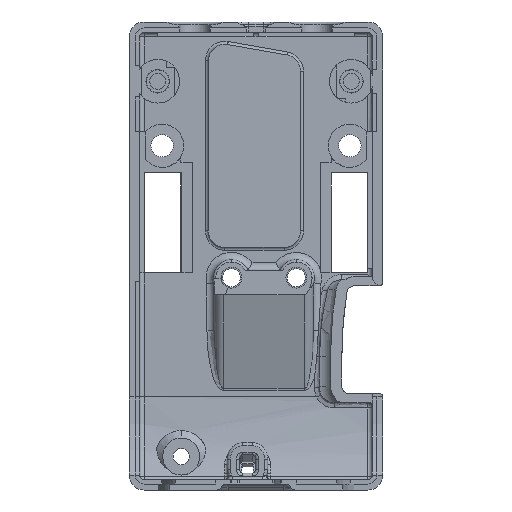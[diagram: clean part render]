
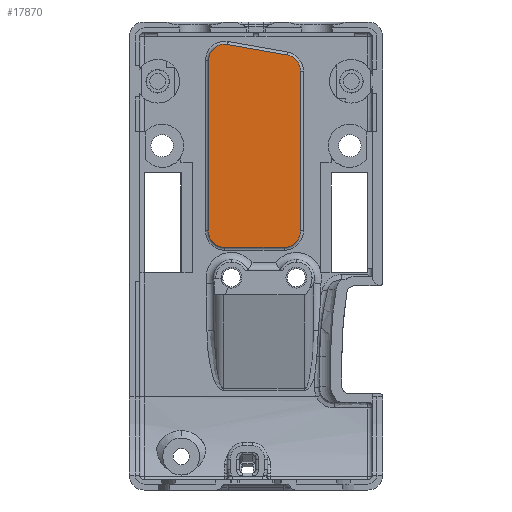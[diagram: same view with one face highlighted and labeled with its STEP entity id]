
A CAD part, front view. The second image highlights one B-rep face of the part: STEP entity #17870.
In plain terms, the highlighted planar face has unit normal (0, -1, 0).
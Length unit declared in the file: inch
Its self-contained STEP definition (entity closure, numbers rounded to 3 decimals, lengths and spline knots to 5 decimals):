
#1056 = EDGE_CURVE ( 'NONE', #7780, #5187, #20979, .T. ) ;
#1387 = PLANE ( 'NONE',  #8389 ) ;
#1565 = DIRECTION ( 'NONE',  ( 1., 0., 0. ) ) ;
#1633 = ORIENTED_EDGE ( 'NONE', *, *, #10437, .T. ) ;
#1690 = ORIENTED_EDGE ( 'NONE', *, *, #4891, .T. ) ;
#1979 = DIRECTION ( 'NONE',  ( 0., 0., -1. ) ) ;
#2038 = DIRECTION ( 'NONE',  ( -0.985, 0., 0.174 ) ) ;
#2142 = ORIENTED_EDGE ( 'NONE', *, *, #20111, .T. ) ;
#2586 = EDGE_CURVE ( 'NONE', #3896, #7626, #6003, .T. ) ;
#3441 = CARTESIAN_POINT ( 'NONE',  ( -0.20958, 0.28764, 2.75654 ) ) ;
#3896 = VERTEX_POINT ( 'NONE', #21686 ) ;
#4133 = CARTESIAN_POINT ( 'NONE',  ( 0.00499, 0.28764, 2.83041 ) ) ;
#4293 = DIRECTION ( 'NONE',  ( 0., -1., 0. ) ) ;
#4407 = AXIS2_PLACEMENT_3D ( 'NONE', #21523, #18230, #1979 ) ;
#4891 = EDGE_CURVE ( 'NONE', #5187, #12127, #6762, .T. ) ;
#4930 = AXIS2_PLACEMENT_3D ( 'NONE', #9756, #4293, #11382 ) ;
#4934 = CARTESIAN_POINT ( 'NONE',  ( 0.18874, 0.28764, 1.61353 ) ) ;
#5187 = VERTEX_POINT ( 'NONE', #14462 ) ;
#5353 = CARTESIAN_POINT ( 'NONE',  ( 0.29874, 0.28764, 1.61353 ) ) ;
#5866 = CIRCLE ( 'NONE', #4407, 0.11 ) ;
#5876 = LINE ( 'NONE', #4133, #15141 ) ;
#6003 = LINE ( 'NONE', #13130, #9559 ) ;
#6084 = ORIENTED_EDGE ( 'NONE', *, *, #17181, .T. ) ;
#6394 = FACE_OUTER_BOUND ( 'NONE', #18371, .T. ) ;
#6549 = VECTOR ( 'NONE', #1565, 39.37008 ) ;
#6663 = DIRECTION ( 'NONE',  ( 0., 0., -1. ) ) ;
#6762 = CIRCLE ( 'NONE', #10075, 0.11 ) ;
#7346 = AXIS2_PLACEMENT_3D ( 'NONE', #17881, #12361, #21173 ) ;
#7626 = VERTEX_POINT ( 'NONE', #17179 ) ;
#7780 = VERTEX_POINT ( 'NONE', #21400 ) ;
#8362 = CARTESIAN_POINT ( 'NONE',  ( -0.20958, 0.28764, 2.75654 ) ) ;
#8389 = AXIS2_PLACEMENT_3D ( 'NONE', #8362, #15502, #22672 ) ;
#8421 = DIRECTION ( 'NONE',  ( 0., -1., 0. ) ) ;
#8668 = DIRECTION ( 'NONE',  ( 0., -1., 0. ) ) ;
#8684 = CARTESIAN_POINT ( 'NONE',  ( 0.29874, 0.28764, 2.68631 ) ) ;
#8958 = DIRECTION ( 'NONE',  ( 0., 0., 1. ) ) ;
#9559 = VECTOR ( 'NONE', #20268, 39.37008 ) ;
#9756 = CARTESIAN_POINT ( 'NONE',  ( -0.20958, 0.28764, 2.75654 ) ) ;
#10075 = AXIS2_PLACEMENT_3D ( 'NONE', #4934, #8421, #6663 ) ;
#10437 = EDGE_CURVE ( 'NONE', #17595, #16942, #16855, .T. ) ;
#10774 = CARTESIAN_POINT ( 'NONE',  ( 0.20784, 0.28764, 2.79464 ) ) ;
#11382 = DIRECTION ( 'NONE',  ( 0., 0., -1. ) ) ;
#12127 = VERTEX_POINT ( 'NONE', #21590 ) ;
#12137 = VECTOR ( 'NONE', #8958, 39.37008 ) ;
#12361 = DIRECTION ( 'NONE',  ( 0., -1., 0. ) ) ;
#13130 = CARTESIAN_POINT ( 'NONE',  ( -0.31958, 0.28764, 1.61353 ) ) ;
#13414 = ORIENTED_EDGE ( 'NONE', *, *, #2586, .T. ) ;
#13967 = CARTESIAN_POINT ( 'NONE',  ( -0.20958, 0.28764, 2.86654 ) ) ;
#14462 = CARTESIAN_POINT ( 'NONE',  ( 0.18874, 0.28764, 1.50353 ) ) ;
#15039 = CARTESIAN_POINT ( 'NONE',  ( -0.19048, 0.28764, 2.86487 ) ) ;
#15102 = AXIS2_PLACEMENT_3D ( 'NONE', #3441, #8668, #23082 ) ;
#15141 = VECTOR ( 'NONE', #2038, 39.37008 ) ;
#15238 = ORIENTED_EDGE ( 'NONE', *, *, #20165, .T. ) ;
#15502 = DIRECTION ( 'NONE',  ( 0., -1., 0. ) ) ;
#16013 = ORIENTED_EDGE ( 'NONE', *, *, #1056, .T. ) ;
#16762 = EDGE_CURVE ( 'NONE', #12127, #19475, #23024, .T. ) ;
#16855 = CIRCLE ( 'NONE', #4930, 0.11 ) ;
#16942 = VERTEX_POINT ( 'NONE', #13967 ) ;
#17179 = CARTESIAN_POINT ( 'NONE',  ( -0.31958, 0.28764, 1.61353 ) ) ;
#17181 = EDGE_CURVE ( 'NONE', #16942, #3896, #18863, .T. ) ;
#17595 = VERTEX_POINT ( 'NONE', #15039 ) ;
#17720 = ORIENTED_EDGE ( 'NONE', *, *, #16762, .T. ) ;
#17870 = ADVANCED_FACE ( 'NONE', ( #6394 ), #1387, .T. ) ;
#17881 = CARTESIAN_POINT ( 'NONE',  ( 0.18874, 0.28764, 2.68631 ) ) ;
#18230 = DIRECTION ( 'NONE',  ( 0., -1., 0. ) ) ;
#18371 = EDGE_LOOP ( 'NONE', ( #18810, #1633, #6084, #13414, #15238, #16013, #1690, #17720, #2142 ) ) ;
#18462 = EDGE_CURVE ( 'NONE', #19507, #17595, #5876, .T. ) ;
#18810 = ORIENTED_EDGE ( 'NONE', *, *, #18462, .T. ) ;
#18863 = CIRCLE ( 'NONE', #15102, 0.11 ) ;
#19094 = CARTESIAN_POINT ( 'NONE',  ( -0.20958, 0.28764, 1.50353 ) ) ;
#19475 = VERTEX_POINT ( 'NONE', #8684 ) ;
#19507 = VERTEX_POINT ( 'NONE', #10774 ) ;
#19703 = CIRCLE ( 'NONE', #7346, 0.11 ) ;
#20111 = EDGE_CURVE ( 'NONE', #19475, #19507, #19703, .T. ) ;
#20165 = EDGE_CURVE ( 'NONE', #7626, #7780, #5866, .T. ) ;
#20268 = DIRECTION ( 'NONE',  ( 0., 0., -1. ) ) ;
#20979 = LINE ( 'NONE', #19094, #6549 ) ;
#21173 = DIRECTION ( 'NONE',  ( 0., 0., -1. ) ) ;
#21400 = CARTESIAN_POINT ( 'NONE',  ( -0.20958, 0.28764, 1.50353 ) ) ;
#21523 = CARTESIAN_POINT ( 'NONE',  ( -0.20958, 0.28764, 1.61353 ) ) ;
#21590 = CARTESIAN_POINT ( 'NONE',  ( 0.29874, 0.28764, 1.61353 ) ) ;
#21686 = CARTESIAN_POINT ( 'NONE',  ( -0.31958, 0.28764, 2.75654 ) ) ;
#22672 = DIRECTION ( 'NONE',  ( 0., 0., -1. ) ) ;
#23024 = LINE ( 'NONE', #5353, #12137 ) ;
#23082 = DIRECTION ( 'NONE',  ( 0., 0., -1. ) ) ;
